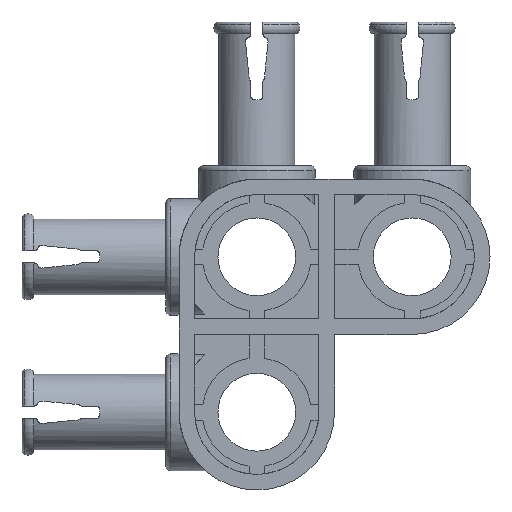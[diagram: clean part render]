
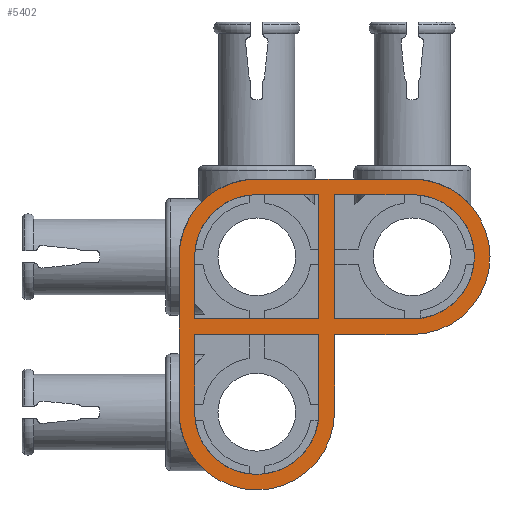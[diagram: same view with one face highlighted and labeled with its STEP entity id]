
A CAD part, front view. The second image highlights one B-rep face of the part: STEP entity #5402.
In plain terms, the highlighted planar face has unit normal (0, -1, 0).
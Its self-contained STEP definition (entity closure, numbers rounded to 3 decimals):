
#24=FACE_BOUND('',#978,.T.);
#25=FACE_BOUND('',#979,.T.);
#26=FACE_BOUND('',#980,.T.);
#75=CIRCLE('',#5487,5.);
#123=CIRCLE('',#5613,5.);
#155=CIRCLE('',#5695,4.);
#181=CIRCLE('',#5764,4.);
#211=CIRCLE('',#5833,4.);
#236=CIRCLE('',#5891,5.);
#702=FACE_OUTER_BOUND('',#977,.T.);
#977=EDGE_LOOP('',(#4673,#4674,#4675,#4676,#4677,#4678,#4679));
#978=EDGE_LOOP('',(#4680,#4681,#4682,#4683));
#979=EDGE_LOOP('',(#4684,#4685,#4686,#4687,#4688));
#980=EDGE_LOOP('',(#4689,#4690,#4691,#4692));
#1026=LINE('',#7738,#1478);
#1070=LINE('',#8188,#1522);
#1129=LINE('',#8670,#1581);
#1180=LINE('',#9138,#1632);
#1204=LINE('',#9184,#1656);
#1217=LINE('',#9209,#1669);
#1227=LINE('',#9236,#1679);
#1237=LINE('',#9263,#1689);
#1244=LINE('',#9277,#1696);
#1307=LINE('',#9450,#1759);
#1366=LINE('',#9616,#1818);
#1377=LINE('',#9650,#1829);
#1427=LINE('',#9790,#1879);
#1436=LINE('',#9819,#1888);
#1478=VECTOR('',#6063,10.);
#1522=VECTOR('',#6229,10.);
#1581=VECTOR('',#6422,10.);
#1632=VECTOR('',#6599,10.);
#1656=VECTOR('',#6629,10.);
#1669=VECTOR('',#6646,10.);
#1679=VECTOR('',#6670,10.);
#1689=VECTOR('',#6694,10.);
#1696=VECTOR('',#6703,10.);
#1759=VECTOR('',#6886,10.);
#1818=VECTOR('',#7065,10.);
#1829=VECTOR('',#7094,10.);
#1879=VECTOR('',#7236,10.);
#1888=VECTOR('',#7277,10.);
#1972=VERTEX_POINT('',#7727);
#1973=VERTEX_POINT('',#7729);
#1975=VERTEX_POINT('',#7735);
#1976=VERTEX_POINT('',#7737);
#2047=VERTEX_POINT('',#8187);
#2121=VERTEX_POINT('',#8649);
#2128=VERTEX_POINT('',#8667);
#2129=VERTEX_POINT('',#8669);
#2206=VERTEX_POINT('',#9137);
#2225=VERTEX_POINT('',#9182);
#2235=VERTEX_POINT('',#9207);
#2245=VERTEX_POINT('',#9234);
#2254=VERTEX_POINT('',#9260);
#2255=VERTEX_POINT('',#9262);
#2260=VERTEX_POINT('',#9274);
#2311=VERTEX_POINT('',#9448);
#2358=VERTEX_POINT('',#9614);
#2372=VERTEX_POINT('',#9648);
#2378=VERTEX_POINT('',#9666);
#2420=VERTEX_POINT('',#9818);
#2514=EDGE_CURVE('',#1973,#1972,#75,.T.);
#2518=EDGE_CURVE('',#1976,#1975,#1026,.T.);
#2618=EDGE_CURVE('',#2047,#1973,#1070,.T.);
#2725=EDGE_CURVE('',#2121,#2047,#123,.T.);
#2735=EDGE_CURVE('',#2129,#2128,#1129,.T.);
#2842=EDGE_CURVE('',#2206,#2121,#1180,.T.);
#2866=EDGE_CURVE('',#2128,#2225,#1204,.T.);
#2879=EDGE_CURVE('',#2225,#2235,#1217,.T.);
#2893=EDGE_CURVE('',#2235,#2245,#1227,.T.);
#2901=EDGE_CURVE('',#2245,#2129,#155,.T.);
#2907=EDGE_CURVE('',#2255,#2254,#1237,.T.);
#2914=EDGE_CURVE('',#1975,#2260,#1244,.T.);
#2999=EDGE_CURVE('',#2260,#2311,#1307,.T.);
#3007=EDGE_CURVE('',#2311,#1976,#181,.T.);
#3083=EDGE_CURVE('',#1972,#2358,#1366,.T.);
#3099=EDGE_CURVE('',#2254,#2372,#1377,.T.);
#3108=EDGE_CURVE('',#2372,#2378,#211,.T.);
#3172=EDGE_CURVE('',#2378,#2255,#1427,.T.);
#3184=EDGE_CURVE('',#2358,#2420,#1436,.T.);
#3185=EDGE_CURVE('',#2420,#2206,#236,.T.);
#4673=ORIENTED_EDGE('',*,*,#2842,.T.);
#4674=ORIENTED_EDGE('',*,*,#2725,.T.);
#4675=ORIENTED_EDGE('',*,*,#2618,.T.);
#4676=ORIENTED_EDGE('',*,*,#2514,.T.);
#4677=ORIENTED_EDGE('',*,*,#3083,.T.);
#4678=ORIENTED_EDGE('',*,*,#3184,.T.);
#4679=ORIENTED_EDGE('',*,*,#3185,.T.);
#4680=ORIENTED_EDGE('',*,*,#3099,.T.);
#4681=ORIENTED_EDGE('',*,*,#3108,.T.);
#4682=ORIENTED_EDGE('',*,*,#3172,.T.);
#4683=ORIENTED_EDGE('',*,*,#2907,.T.);
#4684=ORIENTED_EDGE('',*,*,#2866,.T.);
#4685=ORIENTED_EDGE('',*,*,#2879,.T.);
#4686=ORIENTED_EDGE('',*,*,#2893,.T.);
#4687=ORIENTED_EDGE('',*,*,#2901,.T.);
#4688=ORIENTED_EDGE('',*,*,#2735,.T.);
#4689=ORIENTED_EDGE('',*,*,#2999,.T.);
#4690=ORIENTED_EDGE('',*,*,#3007,.T.);
#4691=ORIENTED_EDGE('',*,*,#2518,.T.);
#4692=ORIENTED_EDGE('',*,*,#2914,.T.);
#4872=PLANE('',#5890);
#5402=ADVANCED_FACE('',(#702,#24,#25,#26),#4872,.F.);
#5487=AXIS2_PLACEMENT_3D('',#7730,#6056,#6057);
#5613=AXIS2_PLACEMENT_3D('',#8650,#6406,#6407);
#5695=AXIS2_PLACEMENT_3D('',#9251,#6683,#6684);
#5764=AXIS2_PLACEMENT_3D('',#9465,#6901,#6902);
#5833=AXIS2_PLACEMENT_3D('',#9668,#7110,#7111);
#5890=AXIS2_PLACEMENT_3D('',#9817,#7275,#7276);
#5891=AXIS2_PLACEMENT_3D('',#9820,#7278,#7279);
#6056=DIRECTION('center_axis',(0.,-1.,0.));
#6057=DIRECTION('ref_axis',(0.,0.,
-1.));
#6063=DIRECTION('',(0.,0.,1.));
#6229=DIRECTION('',(0.,0.,-1.));
#6406=DIRECTION('center_axis',(0.,-1.,0.));
#6407=DIRECTION('ref_axis',(-1.,0.,0.));
#6422=DIRECTION('',(1.,0.,0.));
#6599=DIRECTION('',(-1.,0.,0.));
#6629=DIRECTION('',(0.,0.,-1.));
#6646=DIRECTION('',(-1.,0.,0.));
#6670=DIRECTION('',(0.,0.,1.));
#6683=DIRECTION('center_axis',(0.,1.,0.));
#6684=DIRECTION('ref_axis',(-0.125,0.,0.992));
#6694=DIRECTION('',(0.,0.,1.));
#6703=DIRECTION('',(1.,0.,0.));
#6886=DIRECTION('',(0.,0.,-1.));
#6901=DIRECTION('center_axis',(0.,1.,0.));
#6902=DIRECTION('ref_axis',(-1.,0.,0.));
#7065=DIRECTION('',(0.,0.,1.));
#7094=DIRECTION('',(1.,0.,0.));
#7110=DIRECTION('center_axis',(0.,1.,0.));
#7111=DIRECTION('ref_axis',(0.,0.,
-1.));
#7236=DIRECTION('',(-1.,0.,0.));
#7275=DIRECTION('center_axis',(0.,1.,0.));
#7276=DIRECTION('ref_axis',(0.,0.,
-1.));
#7277=DIRECTION('',(1.,0.,0.));
#7278=DIRECTION('center_axis',(0.,-1.,0.));
#7279=DIRECTION('ref_axis',(1.,0.,0.));
#7727=CARTESIAN_POINT('',(5.072,-3.479,-1.58));
#7729=CARTESIAN_POINT('',(-4.928,-3.479,-1.58));
#7730=CARTESIAN_POINT('Origin',(0.072,-3.479,-1.58));
#7735=CARTESIAN_POINT('',(-3.928,-3.479,3.42));
#7737=CARTESIAN_POINT('',(-3.928,-3.479,-1.58));
#7738=CARTESIAN_POINT('',(-3.928,-3.479,-1.08));
#8187=CARTESIAN_POINT('',(-4.928,-3.479,8.42));
#8188=CARTESIAN_POINT('',(-4.928,-3.479,3.42));
#8649=CARTESIAN_POINT('',(0.072,-3.479,13.42));
#8650=CARTESIAN_POINT('Origin',(0.072,-3.479,8.42));
#8667=CARTESIAN_POINT('',(4.072,-3.479,12.42));
#8669=CARTESIAN_POINT('',(0.072,-3.479,12.42));
#8670=CARTESIAN_POINT('',(0.583,-3.479,12.42));
#9137=CARTESIAN_POINT('',(10.072,-3.479,13.42));
#9138=CARTESIAN_POINT('',(5.072,-3.479,13.42));
#9182=CARTESIAN_POINT('',(4.072,-3.479,4.42));
#9184=CARTESIAN_POINT('',(4.072,-3.479,7.909));
#9207=CARTESIAN_POINT('',(-3.928,-3.479,4.42));
#9209=CARTESIAN_POINT('',(0.083,-3.479,4.42));
#9234=CARTESIAN_POINT('',(-3.928,-3.479,8.42));
#9236=CARTESIAN_POINT('',(-3.928,-3.479,7.909));
#9251=CARTESIAN_POINT('Origin',(0.072,-3.479,8.42));
#9260=CARTESIAN_POINT('',(5.072,-3.479,12.42));
#9262=CARTESIAN_POINT('',(5.072,-3.479,4.42));
#9263=CARTESIAN_POINT('',(5.072,-3.479,13.42));
#9274=CARTESIAN_POINT('',(4.072,-3.479,3.42));
#9277=CARTESIAN_POINT('',(4.572,-3.479,3.42));
#9448=CARTESIAN_POINT('',(4.072,-3.479,-1.58));
#9450=CARTESIAN_POINT('',(4.072,-3.479,-1.08));
#9465=CARTESIAN_POINT('Origin',(0.072,-3.479,-1.58));
#9614=CARTESIAN_POINT('',(5.072,-3.479,3.42));
#9616=CARTESIAN_POINT('',(5.072,-3.479,3.42));
#9648=CARTESIAN_POINT('',(10.072,-3.479,12.42));
#9650=CARTESIAN_POINT('',(9.572,-3.479,12.42));
#9666=CARTESIAN_POINT('',(10.072,-3.479,4.42));
#9668=CARTESIAN_POINT('Origin',(10.072,-3.479,8.42));
#9790=CARTESIAN_POINT('',(9.572,-3.479,4.42));
#9817=CARTESIAN_POINT('Origin',(10.106,-3.479,8.42));
#9818=CARTESIAN_POINT('',(10.072,-3.479,3.42));
#9819=CARTESIAN_POINT('',(10.072,-3.479,3.42));
#9820=CARTESIAN_POINT('Origin',(10.072,-3.479,8.42));
